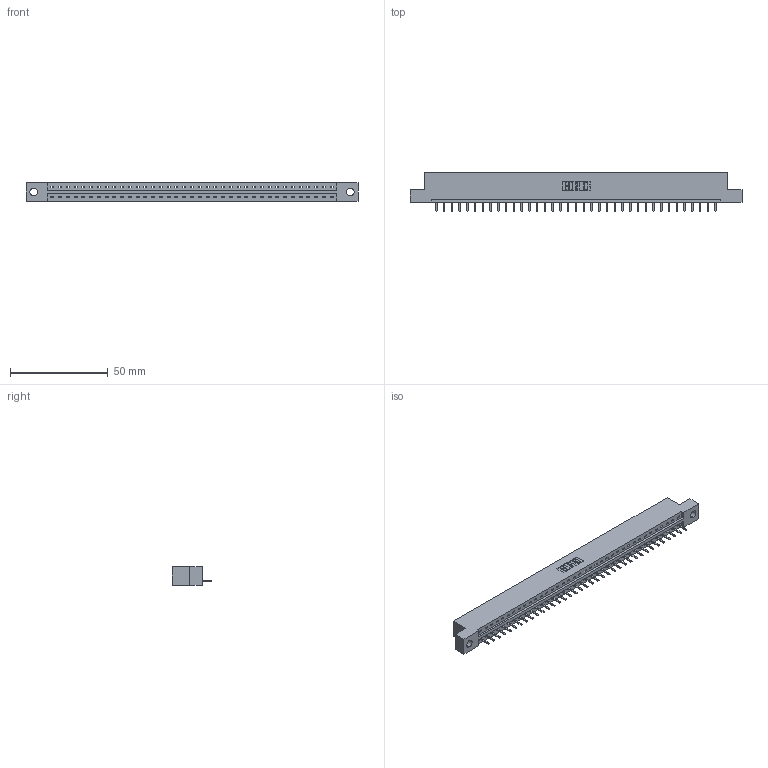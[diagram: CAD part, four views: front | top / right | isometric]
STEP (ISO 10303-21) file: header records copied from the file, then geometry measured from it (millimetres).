
FILE_DESCRIPTION (( 'STEP AP203' ), '1' );
FILE_NAME ('387-037-520-104.STEP', '2018-09-19T02:04:59', ( '' ), ( '' ), 'SwSTEP 2.0', 'SolidWorks 2016', '' );
FILE_SCHEMA (( 'CONFIG_CONTROL_DESIGN' ));
Length unit declared in the file: inch
Products named in the file (3): 345-292-001_345-293-120; 387-037-520-104; 337 Part_Flush Mounting Lugs - 0.156 Dia-TH
Assembly tree (38 placements, depth 2):
  387-037-520-104
    337 Part_Flush Mounting Lugs - 0.156 Dia-TH
    345-292-001_345-293-120  x37
Bounding box: 169.62 x 20.02 x 9.4 mm (x, y, z)
Volume: 17372.4 mm3; surface area: 17336.2 mm2
Topology: 38 solids, 38 shells, 2556 faces, 7563 edges, 4942 vertices
Faces by surface type: plane 1846, cylinder 710
Entity records: 28267 total; most frequent: CARTESIAN_POINT 4941, ORIENTED_EDGE 4902, DIRECTION 4157, EDGE_CURVE 2451, VECTOR 2319, LINE 2319, VERTEX_POINT 1630, AXIS2_PLACEMENT_3D 919
